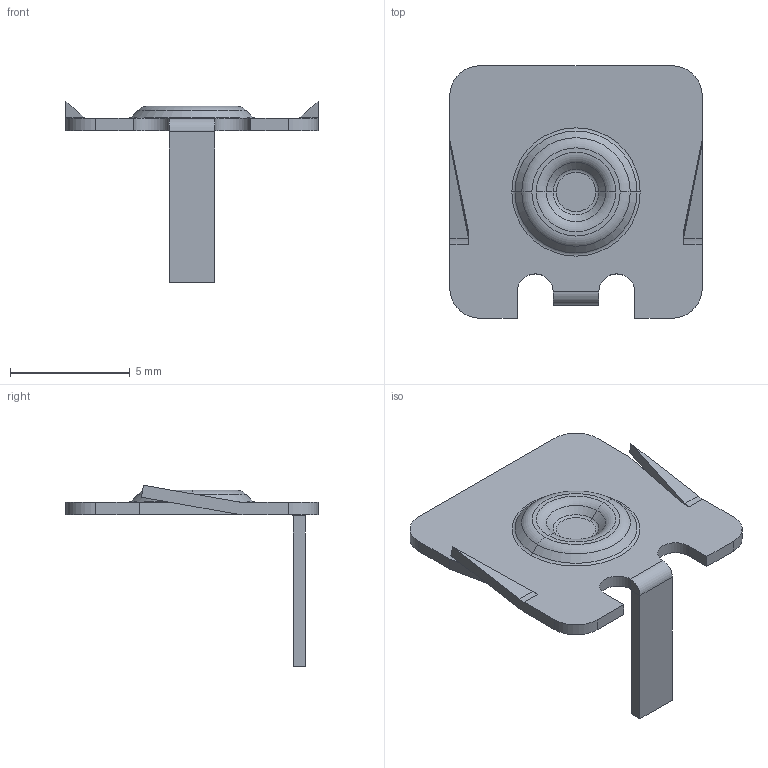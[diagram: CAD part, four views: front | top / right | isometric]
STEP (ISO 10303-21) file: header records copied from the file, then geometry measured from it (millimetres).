
FILE_DESCRIPTION (( 'STEP AP214' ), '1' );
FILE_NAME ('BK-6178.STEP', '2020-02-08T02:25:54', ( '' ), ( '' ), 'SwSTEP 2.0', 'SolidWorks 2017', '' );
FILE_SCHEMA (( 'AUTOMOTIVE_DESIGN' ));
Length unit declared in the file: millimetre
Products named in the file (1): BK-6178
Bounding box: 10.54 x 10.54 x 7.58 mm (x, y, z)
Volume: 60.8 mm3; surface area: 276.6 mm2
Topology: 1 solids, 1 shells, 72 faces, 166 edges, 100 vertices
Faces by surface type: plane 36, torus 16, cylinder 12, cone 8
Entity records: 2060 total; most frequent: DIRECTION 384, CARTESIAN_POINT 339, ORIENTED_EDGE 332, EDGE_CURVE 166, AXIS2_PLACEMENT_3D 145, VERTEX_POINT 100, VECTOR 94, LINE 94
